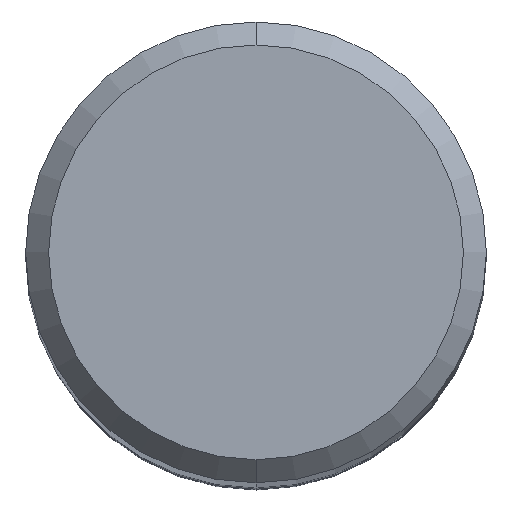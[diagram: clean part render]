
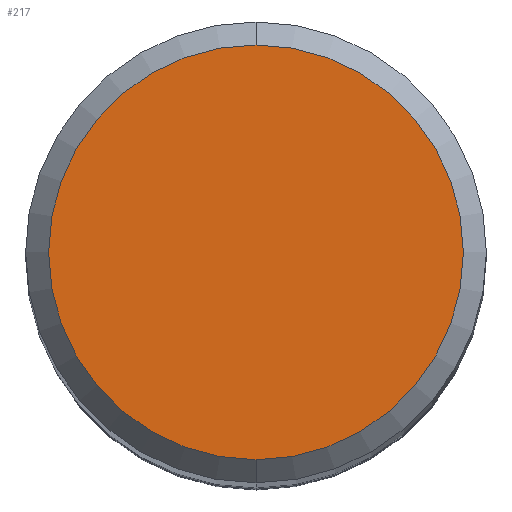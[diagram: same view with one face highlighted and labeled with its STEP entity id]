
A CAD part, top view. The second image highlights one B-rep face of the part: STEP entity #217.
In plain terms, the highlighted planar face has unit normal (0, 0, 1).
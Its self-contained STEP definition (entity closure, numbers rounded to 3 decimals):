
#217=ADVANCED_FACE('',(#455),#456,.T.);
#253=VERTEX_POINT('',#497);
#255=VERTEX_POINT('',#499);
#257=EDGE_CURVE('',#255,#253,#501,.T.);
#289=EDGE_CURVE('',#253,#255,#538,.T.);
#455=FACE_OUTER_BOUND('',#736,.T.);
#456=PLANE('',#737);
#497=CARTESIAN_POINT('',(0.0,3.6,0.0));
#499=CARTESIAN_POINT('',(0.,-3.6,0.0));
#501=CIRCLE('',#791,3.6);
#538=CIRCLE('',#842,3.6);
#736=EDGE_LOOP('',(#1026,#1027));
#737=AXIS2_PLACEMENT_3D('',#1028,#1029,#1030);
#791=AXIS2_PLACEMENT_3D('',#1085,#1086,#1087);
#842=AXIS2_PLACEMENT_3D('',#1147,#1148,#1149);
#1026=ORIENTED_EDGE('',*,*,#289,.F.);
#1027=ORIENTED_EDGE('',*,*,#257,.F.);
#1028=CARTESIAN_POINT('',(0.0,1.8,0.0));
#1029=DIRECTION('',(-0.0,0.0,1.0));
#1030=DIRECTION('',(0.0,-1.0,0.0));
#1085=CARTESIAN_POINT('',(0.0,0.0,0.0));
#1086=DIRECTION('',(0.0,0.0,-1.0));
#1087=DIRECTION('',(0.0,1.0,0.0));
#1147=CARTESIAN_POINT('',(0.0,0.0,0.0));
#1148=DIRECTION('',(0.0,0.0,-1.0));
#1149=DIRECTION('',(0.0,1.0,0.0));
